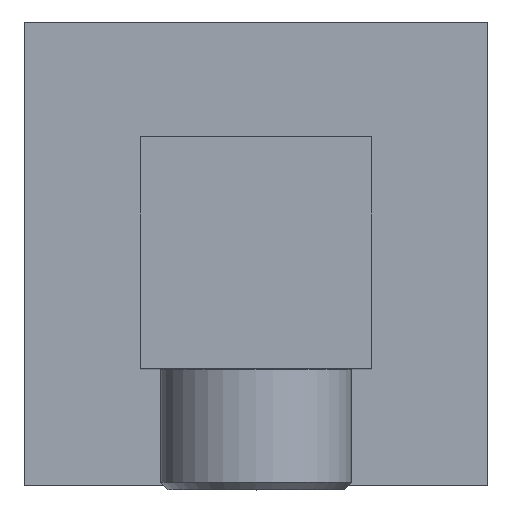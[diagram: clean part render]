
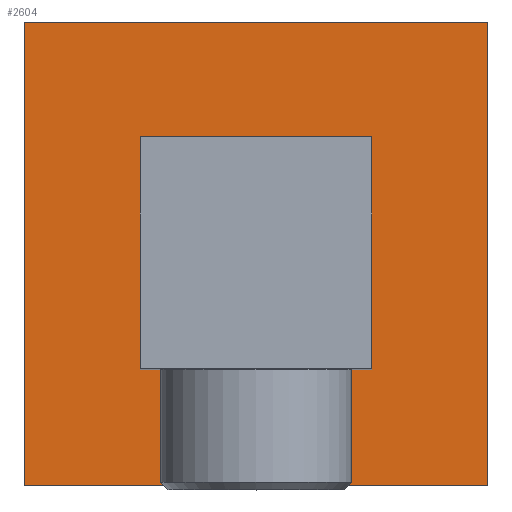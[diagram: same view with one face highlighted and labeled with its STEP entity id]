
A CAD part, top view. The second image highlights one B-rep face of the part: STEP entity #2604.
In plain terms, the highlighted planar face has unit normal (0, 0, 1).
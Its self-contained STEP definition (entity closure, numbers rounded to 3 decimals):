
#81=DIRECTION('',(0.,1.,0.));
#82=VECTOR('',#81,50.);
#83=CARTESIAN_POINT('',(25.,-25.,0.));
#84=LINE('',#83,#82);
#85=DIRECTION('',(1.,0.,0.));
#86=VECTOR('',#85,50.);
#87=CARTESIAN_POINT('',(-25.,-25.,0.));
#88=LINE('',#87,#86);
#89=DIRECTION('',(0.,-1.,0.));
#90=VECTOR('',#89,50.);
#91=CARTESIAN_POINT('',(-25.,25.,0.));
#92=LINE('',#91,#90);
#93=DIRECTION('',(-1.,0.,0.));
#94=VECTOR('',#93,50.);
#95=CARTESIAN_POINT('',(25.,25.,0.));
#96=LINE('',#95,#94);
#105=DIRECTION('',(0.,-1.,0.));
#106=VECTOR('',#105,25.);
#107=CARTESIAN_POINT('',(-12.5,12.5,0.));
#108=LINE('',#107,#106);
#109=DIRECTION('',(-1.,0.,0.));
#110=VECTOR('',#109,25.);
#111=CARTESIAN_POINT('',(12.5,12.5,0.));
#112=LINE('',#111,#110);
#125=DIRECTION('',(0.,1.,0.));
#126=VECTOR('',#125,25.);
#127=CARTESIAN_POINT('',(12.5,-12.5,0.));
#128=LINE('',#127,#126);
#149=DIRECTION('',(1.,0.,0.));
#150=VECTOR('',#149,25.);
#151=CARTESIAN_POINT('',(-12.5,-12.5,0.));
#152=LINE('',#151,#150);
#2284=CARTESIAN_POINT('',(25.,-25.,0.));
#2285=CARTESIAN_POINT('',(25.,25.,0.));
#2286=VERTEX_POINT('',#2284);
#2287=VERTEX_POINT('',#2285);
#2288=CARTESIAN_POINT('',(-25.,25.,0.));
#2289=VERTEX_POINT('',#2288);
#2290=CARTESIAN_POINT('',(-25.,-25.,0.));
#2291=VERTEX_POINT('',#2290);
#2324=CARTESIAN_POINT('',(-12.5,12.5,0.));
#2325=CARTESIAN_POINT('',(-12.5,-12.5,0.));
#2326=VERTEX_POINT('',#2324);
#2327=VERTEX_POINT('',#2325);
#2328=CARTESIAN_POINT('',(12.5,-12.5,0.));
#2329=VERTEX_POINT('',#2328);
#2330=CARTESIAN_POINT('',(12.5,12.5,0.));
#2331=VERTEX_POINT('',#2330);
#2583=CARTESIAN_POINT('',(0.,0.,0.));
#2584=DIRECTION('',(0.,0.,1.));
#2585=DIRECTION('',(-1.,0.,0.));
#2586=AXIS2_PLACEMENT_3D('',#2583,#2584,#2585);
#2587=PLANE('',#2586);
#2588=ORIENTED_EDGE('',*,*,#2507,.F.);
#2589=ORIENTED_EDGE('',*,*,#2529,.F.);
#2590=ORIENTED_EDGE('',*,*,#2550,.F.);
#2591=ORIENTED_EDGE('',*,*,#2570,.F.);
#2592=EDGE_LOOP('',(#2588,#2589,#2590,#2591));
#2593=FACE_OUTER_BOUND('',#2592,.F.);
#2595=ORIENTED_EDGE('',*,*,#2594,.T.);
#2597=ORIENTED_EDGE('',*,*,#2596,.T.);
#2599=ORIENTED_EDGE('',*,*,#2598,.T.);
#2601=ORIENTED_EDGE('',*,*,#2600,.T.);
#2602=EDGE_LOOP('',(#2595,#2597,#2599,#2601));
#2603=FACE_BOUND('',#2602,.F.);
#2604=ADVANCED_FACE('',(#2593,#2603),#2587,.T.);
#2507=EDGE_CURVE('',#2286,#2287,#84,.T.);
#2529=EDGE_CURVE('',#2291,#2286,#88,.T.);
#2550=EDGE_CURVE('',#2289,#2291,#92,.T.);
#2570=EDGE_CURVE('',#2287,#2289,#96,.T.);
#2594=EDGE_CURVE('',#2326,#2327,#108,.T.);
#2596=EDGE_CURVE('',#2327,#2329,#152,.T.);
#2598=EDGE_CURVE('',#2329,#2331,#128,.T.);
#2600=EDGE_CURVE('',#2331,#2326,#112,.T.);
